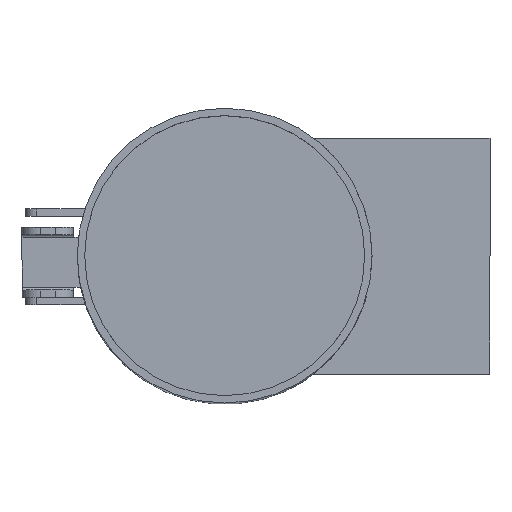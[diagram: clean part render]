
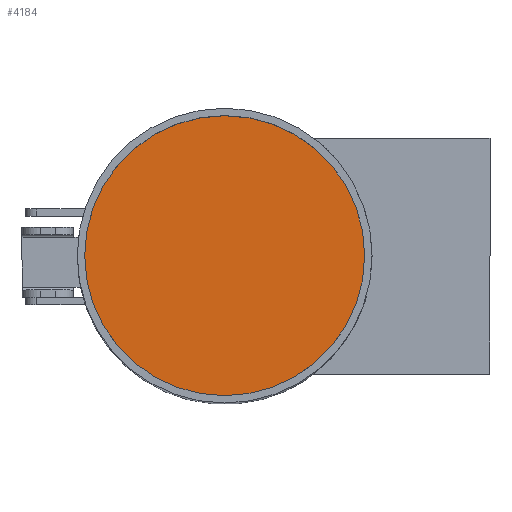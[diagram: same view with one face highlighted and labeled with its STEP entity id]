
A CAD part, top view. The second image highlights one B-rep face of the part: STEP entity #4184.
In plain terms, the highlighted planar face has unit normal (0, 0, 1).
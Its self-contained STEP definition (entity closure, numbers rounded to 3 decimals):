
#308 = FACE_OUTER_BOUND ( 'NONE', #3633, .T. ) ;
#431 = AXIS2_PLACEMENT_3D ( 'NONE', #4580, #3676, #1987 ) ;
#694 = VERTEX_POINT ( 'NONE', #2450 ) ;
#1041 = EDGE_CURVE ( 'NONE', #694, #3137, #4675, .T. ) ;
#1172 = EDGE_CURVE ( 'NONE', #3137, #694, #3473, .T. ) ;
#1176 = CARTESIAN_POINT ( 'NONE',  ( 0., 0., 2. ) ) ;
#1946 = DIRECTION ( 'NONE',  ( 1., 0., 0. ) ) ;
#1987 = DIRECTION ( 'NONE',  ( 1., 0., 0. ) ) ;
#2450 = CARTESIAN_POINT ( 'NONE',  ( -38., 0., 2. ) ) ;
#2496 = DIRECTION ( 'NONE',  ( 0., 0., 1. ) ) ;
#2701 = AXIS2_PLACEMENT_3D ( 'NONE', #3317, #2496, #5039 ) ;
#2822 = DIRECTION ( 'NONE',  ( 0., 0., 1. ) ) ;
#3137 = VERTEX_POINT ( 'NONE', #4083 ) ;
#3317 = CARTESIAN_POINT ( 'NONE',  ( 0., 0., 2. ) ) ;
#3473 = CIRCLE ( 'NONE', #5123, 38. ) ;
#3633 = EDGE_LOOP ( 'NONE', ( #3844, #3956 ) ) ;
#3676 = DIRECTION ( 'NONE',  ( 0., 0., 1. ) ) ;
#3844 = ORIENTED_EDGE ( 'NONE', *, *, #1041, .T. ) ;
#3956 = ORIENTED_EDGE ( 'NONE', *, *, #1172, .T. ) ;
#4083 = CARTESIAN_POINT ( 'NONE',  ( 38., 0., 2. ) ) ;
#4184 = ADVANCED_FACE ( 'NONE', ( #308 ), #4614, .T. ) ;
#4580 = CARTESIAN_POINT ( 'NONE',  ( 0., 0., 2. ) ) ;
#4614 = PLANE ( 'NONE',  #2701 ) ;
#4675 = CIRCLE ( 'NONE', #431, 38. ) ;
#5039 = DIRECTION ( 'NONE',  ( 1., 0., 0. ) ) ;
#5123 = AXIS2_PLACEMENT_3D ( 'NONE', #1176, #2822, #1946 ) ;
